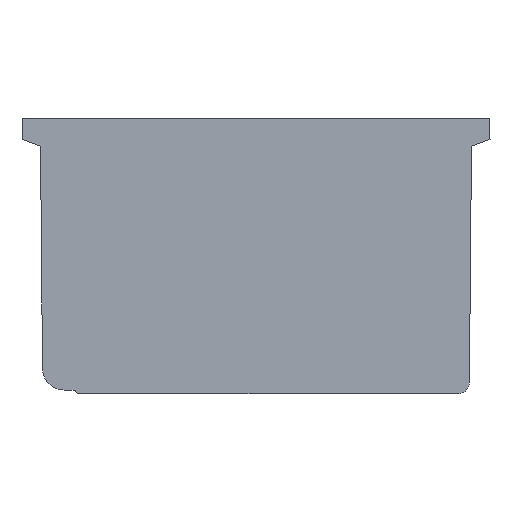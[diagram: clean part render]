
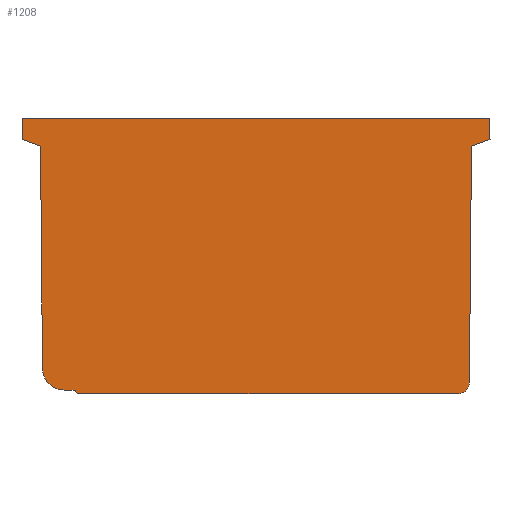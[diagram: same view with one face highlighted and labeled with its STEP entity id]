
A CAD part, left-side view. The second image highlights one B-rep face of the part: STEP entity #1208.
In plain terms, the highlighted planar face has unit normal (-1, 0, 0).
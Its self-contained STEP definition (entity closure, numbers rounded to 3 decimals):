
#542=CARTESIAN_POINT('',(0.0,-26.155,0.0));
#543=VERTEX_POINT('',#542);
#544=CARTESIAN_POINT('',(0.0,26.155,0.0));
#545=VERTEX_POINT('',#544);
#546=CARTESIAN_POINT('',(0.0,-26.155,0.0));
#547=DIRECTION('',(0.0,1.0,0.0));
#548=VECTOR('',#547,52.31);
#549=LINE('',#546,#548);
#550=EDGE_CURVE('',#543,#545,#549,.T.);
#582=CARTESIAN_POINT('',(0.0,26.576,0.198));
#583=VERTEX_POINT('',#582);
#584=CARTESIAN_POINT('',(0.0,26.177,0.499));
#585=DIRECTION('',(1.0,0.,0.));
#586=DIRECTION('',(0.,0.426,-0.905));
#587=AXIS2_PLACEMENT_3D('',#584,#585,#586);
#588=CIRCLE('',#587,0.499);
#589=EDGE_CURVE('',#545,#583,#588,.T.);
#615=CARTESIAN_POINT('',(0.0,26.661,0.321));
#616=VERTEX_POINT('',#615);
#617=CARTESIAN_POINT('',(0.,26.576,0.198));
#618=DIRECTION('',(0.,0.569,0.822));
#619=VECTOR('',#618,0.15);
#620=LINE('',#617,#619);
#621=EDGE_CURVE('',#583,#616,#620,.T.);
#646=CARTESIAN_POINT('',(0.0,27.052,0.5));
#647=VERTEX_POINT('',#646);
#648=CARTESIAN_POINT('',(0.0,27.048,-0.007));
#649=DIRECTION('',(-1.0,0.,0.));
#650=DIRECTION('',(0.,-0.417,0.909));
#651=AXIS2_PLACEMENT_3D('',#648,#649,#650);
#652=CIRCLE('',#651,0.507);
#653=EDGE_CURVE('',#616,#647,#652,.T.);
#679=CARTESIAN_POINT('',(0.0,28.276,0.5));
#680=VERTEX_POINT('',#679);
#681=CARTESIAN_POINT('',(0.0,27.052,0.5));
#682=DIRECTION('',(0.0,1.0,0.0));
#683=VECTOR('',#682,1.224);
#684=LINE('',#681,#683);
#685=EDGE_CURVE('',#647,#680,#684,.T.);
#710=CARTESIAN_POINT('',(0.0,31.276,3.473));
#711=VERTEX_POINT('',#710);
#712=CARTESIAN_POINT('',(0.0,28.277,3.5));
#713=DIRECTION('',(1.0,0.,0.));
#714=DIRECTION('',(0.,0.704,-0.71));
#715=AXIS2_PLACEMENT_3D('',#712,#713,#714);
#716=CIRCLE('',#715,3.);
#717=EDGE_CURVE('',#680,#711,#716,.T.);
#743=CARTESIAN_POINT('',(0.0,31.364,13.485));
#744=VERTEX_POINT('',#743);
#745=CARTESIAN_POINT('',(0.,31.276,3.473));
#746=DIRECTION('',(0.,0.009,1.));
#747=VECTOR('',#746,10.013);
#748=LINE('',#745,#747);
#749=EDGE_CURVE('',#711,#744,#748,.T.);
#774=CARTESIAN_POINT('',(0.,31.455,23.88));
#775=VERTEX_POINT('',#774);
#776=CARTESIAN_POINT('',(0.,31.364,13.485));
#777=DIRECTION('',(0.,0.009,1.));
#778=VECTOR('',#777,10.395);
#779=LINE('',#776,#778);
#780=EDGE_CURVE('',#744,#775,#779,.T.);
#805=CARTESIAN_POINT('',(0.,31.545,34.155));
#806=VERTEX_POINT('',#805);
#807=CARTESIAN_POINT('',(0.,31.455,23.88));
#808=DIRECTION('',(0.,0.009,1.));
#809=VECTOR('',#808,10.275);
#810=LINE('',#807,#809);
#811=EDGE_CURVE('',#775,#806,#810,.T.);
#836=CARTESIAN_POINT('',(0.,33.109,34.724));
#837=VERTEX_POINT('',#836);
#838=CARTESIAN_POINT('',(0.,31.545,34.155));
#839=DIRECTION('',(0.,0.94,0.342));
#840=VECTOR('',#839,1.664);
#841=LINE('',#838,#840);
#842=EDGE_CURVE('',#806,#837,#841,.T.);
#867=CARTESIAN_POINT('',(0.,34.102,35.086));
#868=VERTEX_POINT('',#867);
#869=CARTESIAN_POINT('',(0.,33.109,34.724));
#870=DIRECTION('',(0.,0.939,0.343));
#871=VECTOR('',#870,1.058);
#872=LINE('',#869,#871);
#873=EDGE_CURVE('',#837,#868,#872,.T.);
#898=CARTESIAN_POINT('',(0.,34.051,37.999));
#899=VERTEX_POINT('',#898);
#900=CARTESIAN_POINT('',(0.,34.102,35.086));
#901=DIRECTION('',(0.,-0.018,1.));
#902=VECTOR('',#901,2.914);
#903=LINE('',#900,#902);
#904=EDGE_CURVE('',#868,#899,#903,.T.);
#929=CARTESIAN_POINT('',(0.,-30.448,37.999));
#930=VERTEX_POINT('',#929);
#931=CARTESIAN_POINT('',(0.,34.051,37.999));
#932=DIRECTION('',(0.0,-1.0,0.0));
#933=VECTOR('',#932,64.499);
#934=LINE('',#931,#933);
#935=EDGE_CURVE('',#899,#930,#934,.T.);
#976=CARTESIAN_POINT('',(0.,-30.499,35.086));
#977=VERTEX_POINT('',#976);
#978=CARTESIAN_POINT('',(0.,-30.448,37.999));
#979=DIRECTION('',(0.,-0.017,-1.));
#980=VECTOR('',#979,2.914);
#981=LINE('',#978,#980);
#982=EDGE_CURVE('',#930,#977,#981,.T.);
#1007=CARTESIAN_POINT('',(0.,-29.505,34.724));
#1008=VERTEX_POINT('',#1007);
#1009=CARTESIAN_POINT('',(0.,-30.499,35.086));
#1010=DIRECTION('',(0.,0.939,-0.343));
#1011=VECTOR('',#1010,1.058);
#1012=LINE('',#1009,#1011);
#1013=EDGE_CURVE('',#977,#1008,#1012,.T.);
#1038=CARTESIAN_POINT('',(0.,-27.941,34.155));
#1039=VERTEX_POINT('',#1038);
#1040=CARTESIAN_POINT('',(0.,-29.505,34.724));
#1041=DIRECTION('',(0.,0.94,-0.342));
#1042=VECTOR('',#1041,1.664);
#1043=LINE('',#1040,#1042);
#1044=EDGE_CURVE('',#1008,#1039,#1043,.T.);
#1069=CARTESIAN_POINT('',(0.,-27.845,23.214));
#1070=VERTEX_POINT('',#1069);
#1071=CARTESIAN_POINT('',(0.,-27.941,34.155));
#1072=DIRECTION('',(0.,0.009,-1.));
#1073=VECTOR('',#1072,10.941);
#1074=LINE('',#1071,#1073);
#1075=EDGE_CURVE('',#1039,#1070,#1074,.T.);
#1100=CARTESIAN_POINT('',(0.0,-27.748,12.147));
#1101=VERTEX_POINT('',#1100);
#1102=CARTESIAN_POINT('',(0.,-27.845,23.214));
#1103=DIRECTION('',(0.,0.009,-1.));
#1104=VECTOR('',#1103,11.067);
#1105=LINE('',#1102,#1104);
#1106=EDGE_CURVE('',#1070,#1101,#1105,.T.);
#1131=CARTESIAN_POINT('',(0.0,-27.656,1.489));
#1132=VERTEX_POINT('',#1131);
#1133=CARTESIAN_POINT('',(0.,-27.748,12.147));
#1134=DIRECTION('',(0.,0.009,-1.));
#1135=VECTOR('',#1134,10.659);
#1136=LINE('',#1133,#1135);
#1137=EDGE_CURVE('',#1101,#1132,#1136,.T.);
#1162=CARTESIAN_POINT('',(0.0,-26.155,1.501));
#1163=DIRECTION('',(1.0,0.,0.));
#1164=DIRECTION('',(0.,-0.704,-0.71));
#1165=AXIS2_PLACEMENT_3D('',#1162,#1163,#1164);
#1166=CIRCLE('',#1165,1.501);
#1167=EDGE_CURVE('',#1132,#543,#1166,.T.);
#1181=CARTESIAN_POINT('',(0.,1.656,20.031));
#1182=DIRECTION('',(-1.0,0.0,0.0));
#1183=DIRECTION('',(0.0,0.0,1.0));
#1184=AXIS2_PLACEMENT_3D('',#1181,#1182,#1183);
#1185=PLANE('',#1184);
#1186=ORIENTED_EDGE('',*,*,#550,.F.);
#1187=ORIENTED_EDGE('',*,*,#1167,.F.);
#1188=ORIENTED_EDGE('',*,*,#1137,.F.);
#1189=ORIENTED_EDGE('',*,*,#1106,.F.);
#1190=ORIENTED_EDGE('',*,*,#1075,.F.);
#1191=ORIENTED_EDGE('',*,*,#1044,.F.);
#1192=ORIENTED_EDGE('',*,*,#1013,.F.);
#1193=ORIENTED_EDGE('',*,*,#982,.F.);
#1194=ORIENTED_EDGE('',*,*,#935,.F.);
#1195=ORIENTED_EDGE('',*,*,#904,.F.);
#1196=ORIENTED_EDGE('',*,*,#873,.F.);
#1197=ORIENTED_EDGE('',*,*,#842,.F.);
#1198=ORIENTED_EDGE('',*,*,#811,.F.);
#1199=ORIENTED_EDGE('',*,*,#780,.F.);
#1200=ORIENTED_EDGE('',*,*,#749,.F.);
#1201=ORIENTED_EDGE('',*,*,#717,.F.);
#1202=ORIENTED_EDGE('',*,*,#685,.F.);
#1203=ORIENTED_EDGE('',*,*,#653,.F.);
#1204=ORIENTED_EDGE('',*,*,#621,.F.);
#1205=ORIENTED_EDGE('',*,*,#589,.F.);
#1206=EDGE_LOOP('',(#1186,#1187,#1188,#1189,#1190,#1191,#1192,#1193,#1194,#1195,#1196,#1197,#1198,#1199,#1200,#1201,#1202,#1203,#1204,#1205));
#1207=FACE_OUTER_BOUND('',#1206,.T.);
#1208=ADVANCED_FACE('',(#1207),#1185,.T.);
